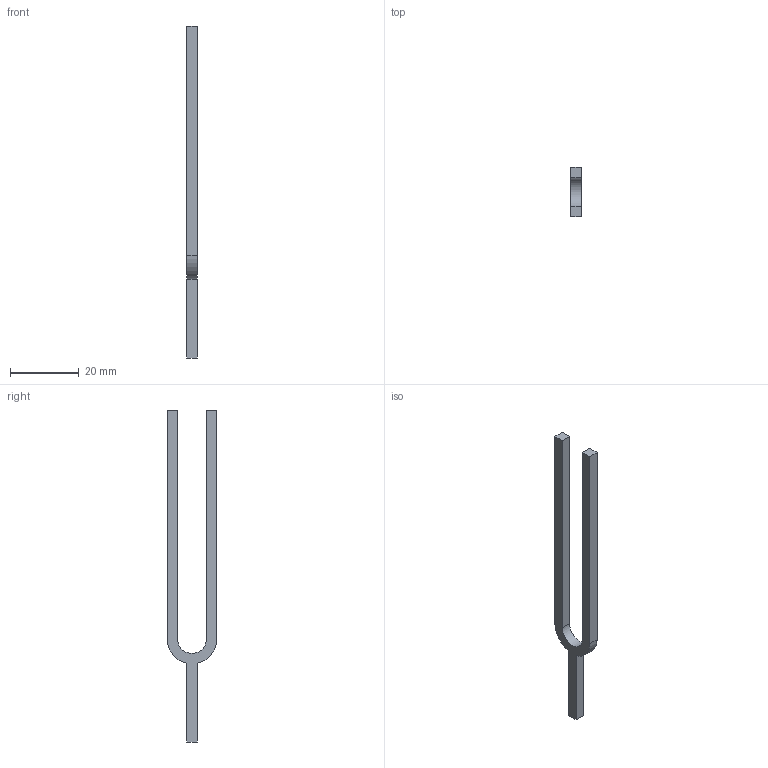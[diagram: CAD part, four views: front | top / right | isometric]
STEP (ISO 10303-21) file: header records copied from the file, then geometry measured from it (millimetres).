
FILE_DESCRIPTION(/* description */ ('STEP AP214'),/* implementation_level */ '2;1');
FILE_NAME(/* name */ '5fd2964cf1e819193be647f9',/* time_stamp */ '2020-12-10T21:42:37+00:00',/* author */ (''),/* organization */ (''),/* preprocessor_version */ 'ST-DEVELOPER v18.1',/* originating_system */ ' ',/* authorisation */ ' ');
FILE_SCHEMA (('AUTOMOTIVE_DESIGN {1 0 10303 214 3 1 1}'));
Length unit declared in the file: metre
Products named in the file (1): Part 1
Bounding box: 3 x 14.4 x 96.74 mm (x, y, z)
Volume: 1568.2 mm3; surface area: 2109.4 mm2
Topology: 1 solids, 1 shells, 14 faces, 36 edges, 24 vertices
Faces by surface type: plane 11, cylinder 3
Entity records: 456 total; most frequent: CARTESIAN_POINT 75, ORIENTED_EDGE 72, DIRECTION 72, EDGE_CURVE 36, LINE 30, VECTOR 30, VERTEX_POINT 24, AXIS2_PLACEMENT_3D 21
